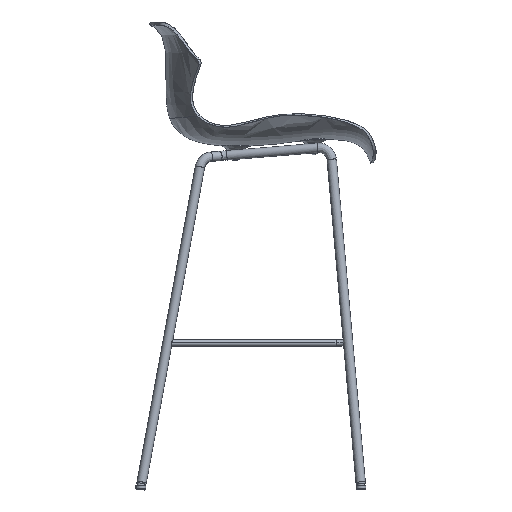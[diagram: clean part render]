
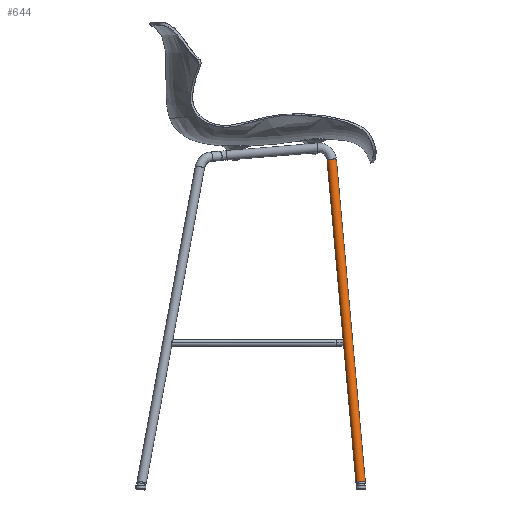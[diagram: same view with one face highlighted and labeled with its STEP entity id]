
A CAD part, left-side view. The second image highlights one B-rep face of the part: STEP entity #644.
In plain terms, the highlighted cylindrical face has radius 10 mm (diameter 20 mm), a full revolution.
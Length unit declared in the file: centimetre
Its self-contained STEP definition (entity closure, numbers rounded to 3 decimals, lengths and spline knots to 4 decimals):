
#106=CYLINDRICAL_SURFACE('',#3216,1.);
#644=ADVANCED_FACE('',(#800),#106,.T.);
#800=FACE_OUTER_BOUND('',#956,.T.);
#956=EDGE_LOOP('',(#1151,#1152,#1153,#1154));
#1151=ORIENTED_EDGE('',*,*,#1707,.T.);
#1152=ORIENTED_EDGE('',*,*,#1709,.T.);
#1153=ORIENTED_EDGE('',*,*,#1708,.T.);
#1154=ORIENTED_EDGE('',*,*,#1709,.F.);
#1707=EDGE_CURVE('',#2709,#2709,#2204,.T.);
#1708=EDGE_CURVE('',#2710,#2710,#2205,.T.);
#1709=EDGE_CURVE('',#2709,#2710,#2411,.T.);
#2204=(
BOUNDED_CURVE()
B_SPLINE_CURVE(2,(#4145,#4146,#4147,#4148,#4149,#4150,#4151,#4152,#4153),
 .UNSPECIFIED.,.T.,.F.)
B_SPLINE_CURVE_WITH_KNOTS((3,2,2,2,3),(0.,2.,4.,
6.,8.),.UNSPECIFIED.)
CURVE()
GEOMETRIC_REPRESENTATION_ITEM()
RATIONAL_B_SPLINE_CURVE((1.,0.707,1.,0.707,1.,0.707,
1.,0.707,1.))
REPRESENTATION_ITEM('')
);
#2205=(
BOUNDED_CURVE()
B_SPLINE_CURVE(2,(#4154,#4155,#4156,#4157,#4158,#4159,#4160,#4161,#4162,
#4163,#4164,#4165,#4166,#4167,#4168),.UNSPECIFIED.,.T.,.F.)
B_SPLINE_CURVE_WITH_KNOTS((3,2,2,2,2,2,2,3),(0.,1.6688,1.714,
1.8491,3.8491,5.8491,7.8491,7.8491),
 .UNSPECIFIED.)
CURVE()
GEOMETRIC_REPRESENTATION_ITEM()
RATIONAL_B_SPLINE_CURVE((1.,0.743,0.937,0.943,
0.951,0.973,1.,0.707,1.,0.707,
1.,0.707,1.,1.,1.))
REPRESENTATION_ITEM('')
);
#2411=B_SPLINE_CURVE_WITH_KNOTS('',1,(#4169,#4170),.UNSPECIFIED.,.F.,.F.,
(2,2),(7.4625,77.0715),.UNSPECIFIED.);
#2709=VERTEX_POINT('',#4143);
#2710=VERTEX_POINT('',#4144);
#3216=AXIS2_PLACEMENT_3D('',#4142,#3329,$);
#3329=DIRECTION('',(-0.103,-0.089,-0.991));
#4142=CARTESIAN_POINT('',(-17.2463,5.901,-33.9294));
#4143=CARTESIAN_POINT('',(-13.4815,8.0059,0.6213));
#4144=CARTESIAN_POINT('',(-20.6368,1.8362,-68.3436));
#4145=CARTESIAN_POINT('',(-13.4815,8.0059,0.6213));
#4146=CARTESIAN_POINT('',(-14.4585,7.8275,0.7386));
#4147=CARTESIAN_POINT('',(-14.6456,8.8075,0.6703));
#4148=CARTESIAN_POINT('',(-14.8327,9.7874,0.6021));
#4149=CARTESIAN_POINT('',(-13.8558,9.9658,0.4847));
#4150=CARTESIAN_POINT('',(-12.8788,10.1442,0.3674));
#4151=CARTESIAN_POINT('',(-12.6917,9.1642,0.4357));
#4152=CARTESIAN_POINT('',(-12.5046,8.1842,0.5039));
#4153=CARTESIAN_POINT('',(-13.4815,8.0059,0.6213));
#4154=CARTESIAN_POINT('',(-20.6368,1.8362,-68.3436));
#4155=CARTESIAN_POINT('',(-19.8216,1.985,-68.4415));
#4156=CARTESIAN_POINT('',(-19.8293,2.8161,-68.5151));
#4157=CARTESIAN_POINT('',(-19.8295,2.8386,-68.517));
#4158=CARTESIAN_POINT('',(-19.8307,2.8611,-68.5189));
#4159=CARTESIAN_POINT('',(-19.8343,2.9283,-68.5246));
#4160=CARTESIAN_POINT('',(-19.847,2.9945,-68.5292));
#4161=CARTESIAN_POINT('',(-20.0341,3.9745,-68.5974));
#4162=CARTESIAN_POINT('',(-21.011,3.7961,-68.4801));
#4163=CARTESIAN_POINT('',(-21.988,3.6177,-68.3628));
#4164=CARTESIAN_POINT('',(-21.8009,2.6378,-68.2945));
#4165=CARTESIAN_POINT('',(-21.6138,1.6578,-68.2263));
#4166=CARTESIAN_POINT('',(-20.6368,1.8362,-68.3436));
#4167=CARTESIAN_POINT('',(-20.6368,1.8362,-68.3436));
#4168=CARTESIAN_POINT('',(-20.6368,1.8362,-68.3436));
#4169=CARTESIAN_POINT('',(-13.4815,8.0059,0.6213));
#4170=CARTESIAN_POINT('',(-20.6368,1.8362,-68.3436));
